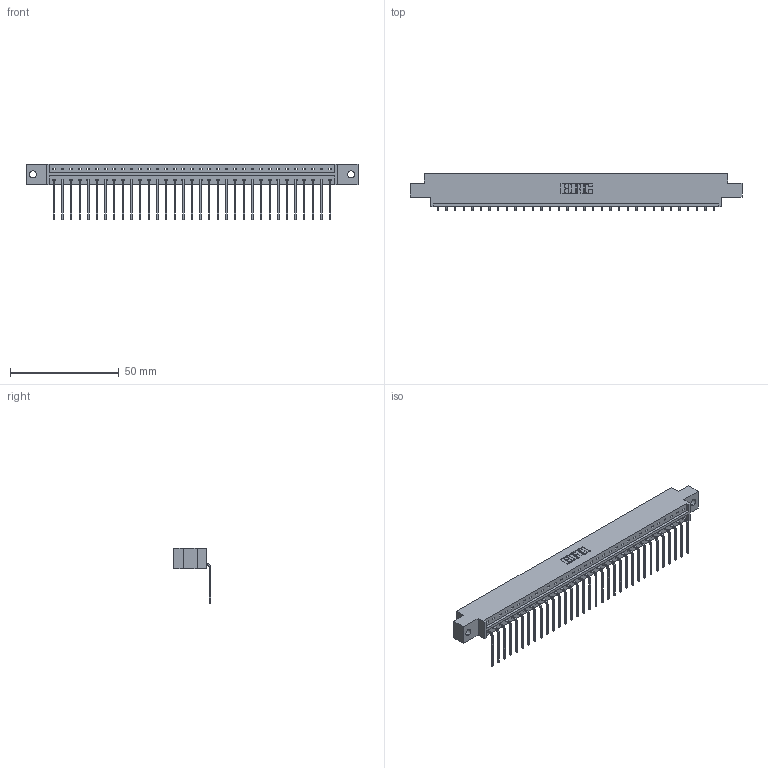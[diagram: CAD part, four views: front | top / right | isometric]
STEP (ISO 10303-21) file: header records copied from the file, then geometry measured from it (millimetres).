
FILE_DESCRIPTION (( 'STEP AP203' ), '1' );
FILE_NAME ('833-033-559-602.STEP', '2020-06-02T20:52:27', ( '' ), ( '' ), 'SwSTEP 2.0', 'SolidWorks 2020', '' );
FILE_SCHEMA (( 'CONFIG_CONTROL_DESIGN' ));
Length unit declared in the file: inch
Products named in the file (3): 345-292-001_558 559 Tail - 1; 833 Part_Offset - .128 Dia; 833-033-559-602
Assembly tree (34 placements, depth 2):
  833-033-559-602
    833 Part_Offset - .128 Dia
    345-292-001_558 559 Tail - 1  x33
Bounding box: 152.3 x 17.09 x 25.53 mm (x, y, z)
Volume: 15093.6 mm3; surface area: 16872.1 mm2
Topology: 34 solids, 34 shells, 2098 faces, 6329 edges, 4174 vertices
Faces by surface type: plane 1526, cylinder 572
Entity records: 21557 total; most frequent: CARTESIAN_POINT 3729, ORIENTED_EDGE 3698, DIRECTION 3163, EDGE_CURVE 1849, VECTOR 1721, LINE 1721, VERTEX_POINT 1230, AXIS2_PLACEMENT_3D 721
